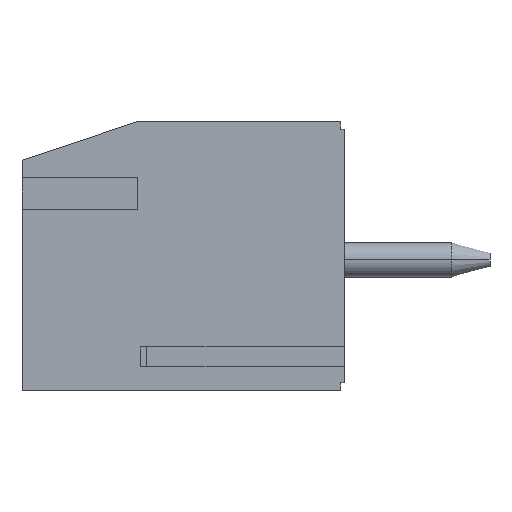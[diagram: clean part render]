
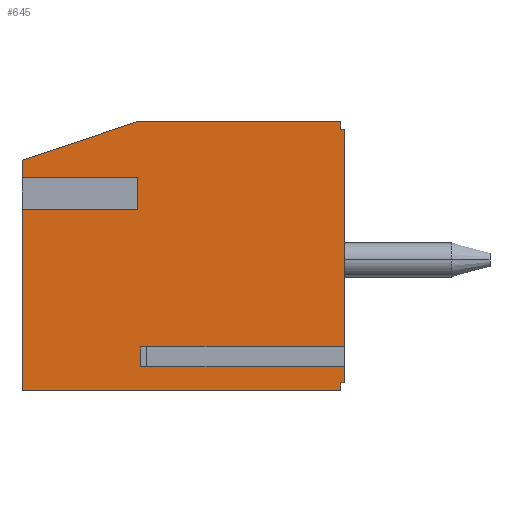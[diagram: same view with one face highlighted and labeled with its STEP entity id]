
A CAD part, left-side view. The second image highlights one B-rep face of the part: STEP entity #645.
In plain terms, the highlighted planar face has unit normal (-1, 0, 0).
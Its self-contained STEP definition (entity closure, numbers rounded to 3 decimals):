
#645=ADVANCED_FACE('',(#1391),#1392,.F.);
#1391=FACE_OUTER_BOUND('',#2217,.T.);
#1392=PLANE('',#2218);
#2217=EDGE_LOOP('',(#4177,#4178,#4179,#4180,#4181,#4182,#4183,#4184,#4185,#4186,#4187,#4188,#4189,#4190,#4191,#4192,#4193));
#2218=AXIS2_PLACEMENT_3D('',#4194,#4195,#4196);
#4177=ORIENTED_EDGE('',*,*,#5314,.T.);
#4178=ORIENTED_EDGE('',*,*,#4980,.T.);
#4179=ORIENTED_EDGE('',*,*,#5756,.T.);
#4180=ORIENTED_EDGE('',*,*,#5500,.F.);
#4181=ORIENTED_EDGE('',*,*,#5641,.T.);
#4182=ORIENTED_EDGE('',*,*,#5391,.F.);
#4183=ORIENTED_EDGE('',*,*,#5757,.T.);
#4184=ORIENTED_EDGE('',*,*,#5108,.T.);
#4185=ORIENTED_EDGE('',*,*,#5758,.T.);
#4186=ORIENTED_EDGE('',*,*,#5387,.F.);
#4187=ORIENTED_EDGE('',*,*,#5512,.F.);
#4188=ORIENTED_EDGE('',*,*,#5669,.F.);
#4189=ORIENTED_EDGE('',*,*,#5522,.F.);
#4190=ORIENTED_EDGE('',*,*,#5733,.T.);
#4191=ORIENTED_EDGE('',*,*,#5742,.T.);
#4192=ORIENTED_EDGE('',*,*,#5759,.T.);
#4193=ORIENTED_EDGE('',*,*,#5469,.T.);
#4194=CARTESIAN_POINT('',(-7.0,4.074,3.366));
#4195=DIRECTION('',(1.0,0.0,0.));
#4196=DIRECTION('',(0.,0.0,-1.0));
#4980=EDGE_CURVE('',#5981,#5979,#5982,.T.);
#5108=EDGE_CURVE('',#6206,#6204,#6207,.T.);
#5314=EDGE_CURVE('',#6545,#5981,#6546,.T.);
#5387=EDGE_CURVE('',#6657,#6659,#6660,.T.);
#5391=EDGE_CURVE('',#6665,#6667,#6668,.T.);
#5469=EDGE_CURVE('',#6791,#6545,#6792,.T.);
#5500=EDGE_CURVE('',#6837,#6839,#6840,.T.);
#5512=EDGE_CURVE('',#6852,#6657,#6854,.T.);
#5522=EDGE_CURVE('',#6867,#6869,#6870,.T.);
#5641=EDGE_CURVE('',#6837,#6667,#7030,.T.);
#5669=EDGE_CURVE('',#6869,#6852,#7068,.T.);
#5733=EDGE_CURVE('',#6867,#7137,#7139,.T.);
#5742=EDGE_CURVE('',#7137,#6377,#7150,.T.);
#5756=EDGE_CURVE('',#5979,#6839,#7166,.T.);
#5757=EDGE_CURVE('',#6665,#6206,#7167,.T.);
#5758=EDGE_CURVE('',#6204,#6659,#7168,.T.);
#5759=EDGE_CURVE('',#6377,#6791,#7169,.T.);
#5979=VERTEX_POINT('',#7433);
#5981=VERTEX_POINT('',#7436);
#5982=LINE('',#7437,#7438);
#6204=VERTEX_POINT('',#7744);
#6206=VERTEX_POINT('',#7747);
#6207=LINE('',#7748,#7749);
#6377=VERTEX_POINT('',#8001);
#6545=VERTEX_POINT('',#8233);
#6546=LINE('',#8234,#8235);
#6657=VERTEX_POINT('',#8405);
#6659=VERTEX_POINT('',#8408);
#6660=LINE('',#8409,#8410);
#6665=VERTEX_POINT('',#8417);
#6667=VERTEX_POINT('',#8420);
#6668=LINE('',#8421,#8422);
#6791=VERTEX_POINT('',#8603);
#6792=LINE('',#8604,#8605);
#6837=VERTEX_POINT('',#8670);
#6839=VERTEX_POINT('',#8673);
#6840=LINE('',#8674,#8675);
#6852=VERTEX_POINT('',#8691);
#6854=LINE('',#8694,#8695);
#6867=VERTEX_POINT('',#8714);
#6869=VERTEX_POINT('',#8717);
#6870=LINE('',#8718,#8719);
#7030=LINE('',#8961,#8962);
#7068=LINE('',#9011,#9012);
#7137=VERTEX_POINT('',#9109);
#7139=LINE('',#9112,#9113);
#7150=LINE('',#9126,#9127);
#7166=LINE('',#9150,#9151);
#7167=LINE('',#9152,#9153);
#7168=LINE('',#9154,#9155);
#7169=LINE('',#9156,#9157);
#7433=CARTESIAN_POINT('',(-7.0,8.396,0.));
#7436=CARTESIAN_POINT('',(-7.0,8.396,4.875));
#7437=CARTESIAN_POINT('',(-7.0,8.396,5.999));
#7438=VECTOR('',#9426,1.0);
#7744=CARTESIAN_POINT('',(-7.0,5.3,1.13));
#7747=CARTESIAN_POINT('',(-7.0,5.3,0.626));
#7748=CARTESIAN_POINT('',(-7.0,5.3,2.122));
#7749=VECTOR('',#9569,1.0);
#8001=CARTESIAN_POINT('',(-7.0,8.396,5.379));
#8233=CARTESIAN_POINT('',(-7.0,5.396,4.875));
#8234=CARTESIAN_POINT('',(-7.0,4.735,4.875));
#8235=VECTOR('',#9776,1.0);
#8405=CARTESIAN_POINT('',(-7.0,0.0,6.796));
#8408=CARTESIAN_POINT('',(-7.0,0.,1.13));
#8409=CARTESIAN_POINT('',(-7.0,0.0,6.796));
#8410=VECTOR('',#9840,1.0);
#8417=CARTESIAN_POINT('',(-7.0,0.,0.626));
#8420=CARTESIAN_POINT('',(-7.0,0.0,0.197));
#8421=CARTESIAN_POINT('',(-7.0,0.0,6.796));
#8422=VECTOR('',#9844,1.0);
#8603=CARTESIAN_POINT('',(-7.0,5.396,5.379));
#8604=CARTESIAN_POINT('',(-7.0,5.396,4.247));
#8605=VECTOR('',#9918,1.0);
#8670=CARTESIAN_POINT('',(-7.0,0.095,0.197));
#8673=CARTESIAN_POINT('',(-7.0,0.095,0.));
#8674=CARTESIAN_POINT('',(-7.0,0.095,0.197));
#8675=VECTOR('',#9946,1.0);
#8691=CARTESIAN_POINT('',(-7.0,0.095,6.796));
#8694=CARTESIAN_POINT('',(-7.0,0.095,6.796));
#8695=VECTOR('',#9958,1.0);
#8714=CARTESIAN_POINT('',(-7.0,5.4,7.0));
#8717=CARTESIAN_POINT('',(-7.0,0.095,7.0));
#8718=CARTESIAN_POINT('',(-7.0,5.4,7.0));
#8719=VECTOR('',#9966,1.0);
#8961=CARTESIAN_POINT('',(-7.0,0.095,0.197));
#8962=VECTOR('',#10067,1.0);
#9011=CARTESIAN_POINT('',(-7.0,0.095,7.0));
#9012=VECTOR('',#10094,1.0);
#9109=CARTESIAN_POINT('',(-7.0,8.396,5.999));
#9112=CARTESIAN_POINT('',(-7.0,5.4,7.0));
#9113=VECTOR('',#10151,1.0);
#9126=CARTESIAN_POINT('',(-7.0,8.396,5.999));
#9127=VECTOR('',#10160,1.0);
#9150=CARTESIAN_POINT('',(-7.0,8.396,0.));
#9151=VECTOR('',#10168,1.0);
#9152=CARTESIAN_POINT('',(-7.0,2.037,0.626));
#9153=VECTOR('',#10169,1.0);
#9154=CARTESIAN_POINT('',(-7.0,2.037,1.13));
#9155=VECTOR('',#10170,1.0);
#9156=CARTESIAN_POINT('',(-7.0,4.735,5.379));
#9157=VECTOR('',#10171,1.0);
#9426=DIRECTION('',(0.,0.0,-1.0));
#9569=DIRECTION('',(0.,0.,1.0));
#9776=DIRECTION('',(0.,1.0,0.));
#9840=DIRECTION('',(0.,0.0,-1.0));
#9844=DIRECTION('',(0.,0.0,-1.0));
#9918=DIRECTION('',(0.,0.,-1.0));
#9946=DIRECTION('',(0.,0.0,-1.0));
#9958=DIRECTION('',(0.0,-1.0,0.0));
#9966=DIRECTION('',(0.0,-1.0,0.0));
#10067=DIRECTION('',(0.0,-1.0,0.0));
#10094=DIRECTION('',(0.,0.0,-1.0));
#10151=DIRECTION('',(0.,0.948,-0.317));
#10160=DIRECTION('',(0.,0.0,-1.0));
#10168=DIRECTION('',(0.0,-1.0,0.0));
#10169=DIRECTION('',(0.,1.0,0.));
#10170=DIRECTION('',(0.,-1.0,0.));
#10171=DIRECTION('',(0.,-1.0,0.));
